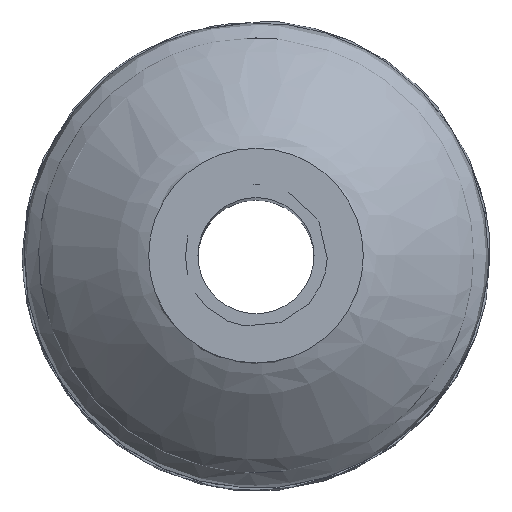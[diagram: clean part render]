
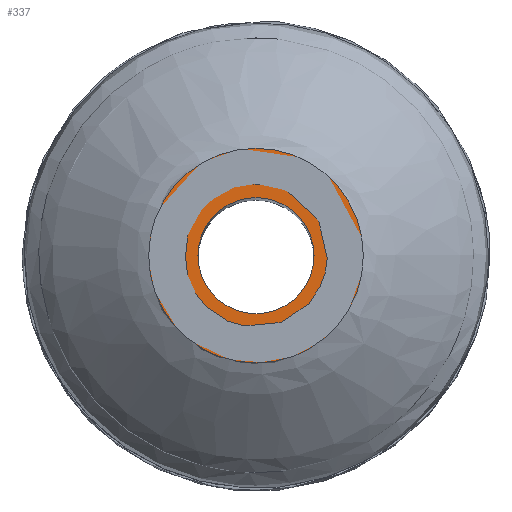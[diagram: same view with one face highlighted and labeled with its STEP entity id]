
A CAD part, top view. The second image highlights one B-rep face of the part: STEP entity #337.
In plain terms, the highlighted planar face has unit normal (0, 0, 1).
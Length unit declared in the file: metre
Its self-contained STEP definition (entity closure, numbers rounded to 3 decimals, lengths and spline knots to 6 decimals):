
#34=PLANE('',#401);
#102=ORIENTED_EDGE('',*,*,#186,.T.);
#103=ORIENTED_EDGE('',*,*,#185,.F.);
#185=EDGE_CURVE('',#224,#224,#247,.T.);
#186=EDGE_CURVE('',#225,#225,#248,.T.);
#224=VERTEX_POINT('',#1558);
#225=VERTEX_POINT('',#1561);
#247=CIRCLE('',#400,0.00155);
#248=CIRCLE('',#402,0.002868);
#266=EDGE_LOOP('',(#102));
#267=EDGE_LOOP('',(#103));
#300=FACE_BOUND('',#266,.T.);
#301=FACE_BOUND('',#267,.T.);
#337=ADVANCED_FACE('',(#300,#301),#34,.T.);
#400=AXIS2_PLACEMENT_3D('',#1557,#463,#464);
#401=AXIS2_PLACEMENT_3D('',#1559,#465,#466);
#402=AXIS2_PLACEMENT_3D('',#1560,#467,#468);
#463=DIRECTION('',(0.,0.,1.));
#464=DIRECTION('',(1.,0.,0.));
#465=DIRECTION('',(0.,0.,1.));
#466=DIRECTION('',(1.,0.,0.));
#467=DIRECTION('',(0.,0.,1.));
#468=DIRECTION('',(1.,0.,0.));
#1557=CARTESIAN_POINT('',(0.,0.,0.04));
#1558=CARTESIAN_POINT('',(0.00155,0.,0.04));
#1559=CARTESIAN_POINT('',(-0.002209,0.,0.04));
#1560=CARTESIAN_POINT('',(0.,0.,0.04));
#1561=CARTESIAN_POINT('',(0.002868,0.,0.04));
